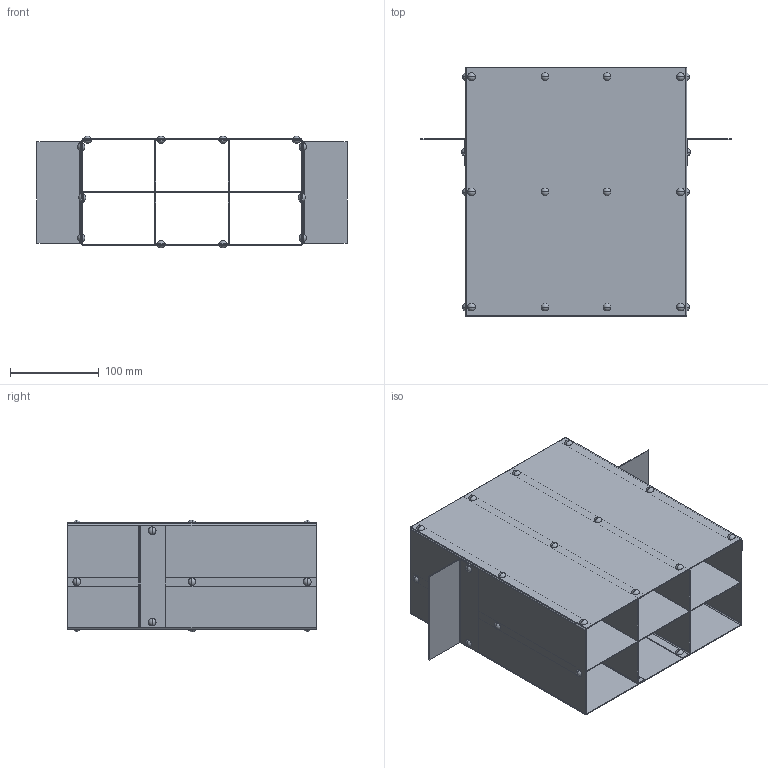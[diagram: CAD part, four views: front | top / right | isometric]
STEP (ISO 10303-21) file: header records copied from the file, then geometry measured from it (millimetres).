
FILE_DESCRIPTION (( 'STEP AP203' ), '1' );
FILE_NAME ('ÌÈ-2052.00.00.000 Ãèëüçà äëÿ ïðîêëàäêè êàáåëÿ 6îòñ. (280õ250õ120) EKF Basic.STEP', '2021-04-26T12:32:27', ( '' ), ( '' ), 'SwSTEP 2.0', 'SolidWorks 2021', '' );
FILE_SCHEMA (( 'CONFIG_CONTROL_DESIGN' ));
Length unit declared in the file: millimetre
Products named in the file (7): ÌÈ-2052.00.00.003 Ïåðåãîðîäêà; rivet 02_din_DIN 660-5x8-St-A-2; ÌÈ-2052.00.00.000 Ãèëüçà äëÿ ïðîêëàäêè êàáåëÿ 6îòñ. (280õ250õ120) EKF Basic; 昈-2051.00.00.004 赶鎀鍧; ÌÈ-2052.00.00.002 Ïåðåãîðîäêà; 昈-2051.00.00.002 眈翴錪; ﾌﾈ-2052.00.00.001 ﾊⅱ髜
Assembly tree (35 placements, depth 2):
  ÌÈ-2052.00.00.000 Ãèëüçà äëÿ ïðîêëàäêè êàáåëÿ 6îòñ. (280õ250õ120) EKF Basic
    ﾌﾈ-2052.00.00.001 ﾊⅱ髜
    ÌÈ-2052.00.00.003 Ïåðåãîðîäêà  x2
    昈-2051.00.00.002 眈翴錪
    昈-2051.00.00.004 赶鎀鍧  x2
    rivet 02_din_DIN 660-5x8-St-A-2  x28
    ÌÈ-2052.00.00.002 Ïåðåãîðîäêà
Bounding box: 350 x 280 x 126 mm (x, y, z)
Volume: 387326.7 mm3; surface area: 776596.7 mm2
Topology: 35 solids, 35 shells, 490 faces, 1164 edges, 688 vertices
Faces by surface type: cylinder 192, plane 186, torus 112
Entity records: 8347 total; most frequent: DIRECTION 1294, CARTESIAN_POINT 1136, ORIENTED_EDGE 1084, EDGE_CURVE 542, AXIS2_PLACEMENT_3D 496, VERTEX_POINT 338, EDGE_LOOP 316, LINE 302
